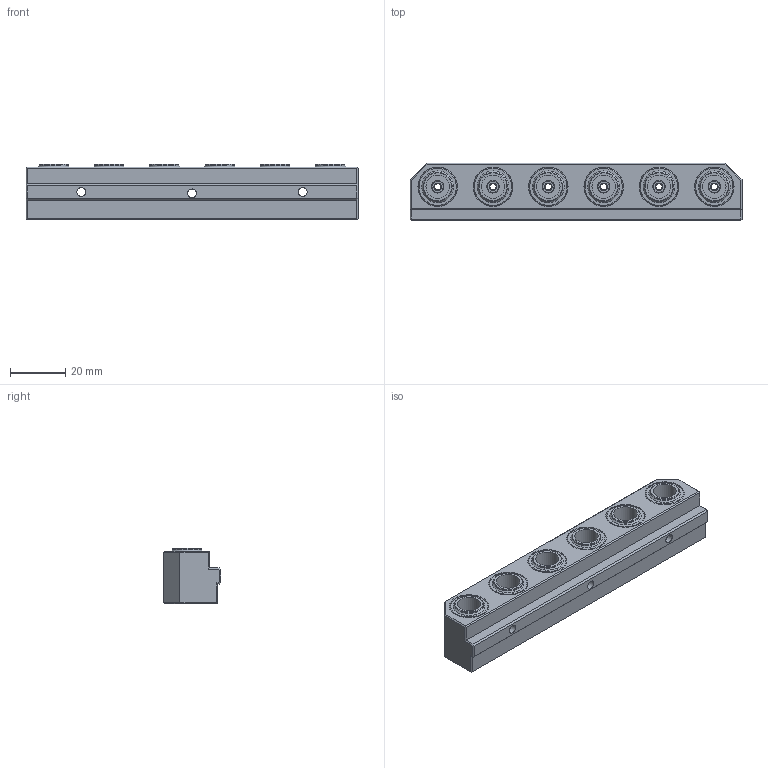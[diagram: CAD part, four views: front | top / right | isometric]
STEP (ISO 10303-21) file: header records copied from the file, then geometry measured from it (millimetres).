
FILE_DESCRIPTION(('Open CASCADE Model'),'2;1');
FILE_NAME('Open CASCADE Shape Model','2024-08-27T16:20:10',('Author'),( 'Open CASCADE'),'Open CASCADE STEP processor 7.7','Open CASCADE 7.7' ,'Unknown');
FILE_SCHEMA(('AUTOMOTIVE_DESIGN { 1 0 10303 214 1 1 1 1 }'));
Length unit declared in the file: millimetre
Products named in the file (1): Open CASCADE STEP translator 7.7 93
Bounding box: 120 x 20.75 x 20 mm (x, y, z)
Volume: 37882.7 mm3; surface area: 12827.4 mm2
Topology: 1 solids, 1 shells, 169 faces, 328 edges, 194 vertices
Faces by surface type: plane 73, cone 60, cylinder 30, bspline 6
Full cylindrical faces by diameter (mm): 2.3 x6, 3.2 x3, 4.1 x6, 5.8 x3, 8.45 x6, 10.45 x6
Entity records: 9089 total; most frequent: CARTESIAN_POINT 2098, DIRECTION 1357, LINE 720, VECTOR 720, ORIENTED_EDGE 656, PCURVE 656, DEFINITIONAL_REPRESENTATION 656, EDGE_CURVE 328
